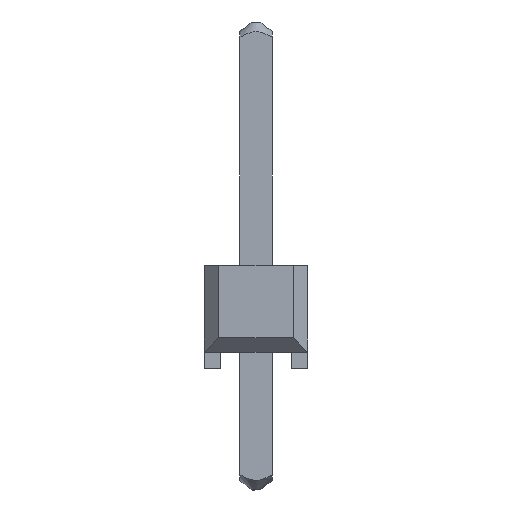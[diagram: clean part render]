
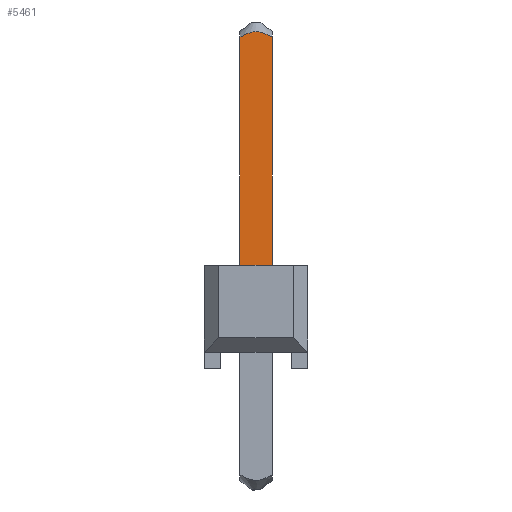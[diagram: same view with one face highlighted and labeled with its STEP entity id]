
A CAD part, left-side view. The second image highlights one B-rep face of the part: STEP entity #5461.
In plain terms, the highlighted planar face has unit normal (-1, 0, 0).
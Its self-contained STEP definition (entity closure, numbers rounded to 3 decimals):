
#112=B_SPLINE_CURVE_WITH_KNOTS('',3,(#7462,#7463,#7464,#7465,#7466),
 .UNSPECIFIED.,.F.,.F.,(4,1,4),(0.,0.001,
0.001),.UNSPECIFIED.);
#356=ORIENTED_EDGE('',*,*,#1378,.F.);
#357=ORIENTED_EDGE('',*,*,#1379,.T.);
#358=ORIENTED_EDGE('',*,*,#1380,.T.);
#359=ORIENTED_EDGE('',*,*,#1381,.F.);
#1378=EDGE_CURVE('',#1859,#1860,#2199,.T.);
#1379=EDGE_CURVE('',#1859,#1861,#112,.T.);
#1380=EDGE_CURVE('',#1861,#1862,#2200,.T.);
#1381=EDGE_CURVE('',#1860,#1862,#2201,.T.);
#1859=VERTEX_POINT('',#7460);
#1860=VERTEX_POINT('',#7461);
#1861=VERTEX_POINT('',#7467);
#1862=VERTEX_POINT('',#7469);
#2199=LINE('',#7459,#2660);
#2200=LINE('',#7468,#2661);
#2201=LINE('',#7470,#2662);
#2660=VECTOR('',#6136,1000.);
#2661=VECTOR('',#6137,1000.);
#2662=VECTOR('',#6138,1000.);
#3061=EDGE_LOOP('',(#356,#357,#358,#359));
#3328=FACE_BOUND('',#3061,.T.);
#3595=PLANE('',#5701);
#5461=ADVANCED_FACE('',(#3328),#3595,.T.);
#5701=AXIS2_PLACEMENT_3D('',#7458,#6134,#6135);
#6134=DIRECTION('',(-1.,0.,0.));
#6135=DIRECTION('',(0.,0.,1.));
#6136=DIRECTION('',(0.,0.,-1.));
#6137=DIRECTION('',(0.,0.,-1.));
#6138=DIRECTION('',(0.,1.,0.));
#7458=CARTESIAN_POINT('',(-0.4,-0.4,6.));
#7459=CARTESIAN_POINT('',(-0.4,-0.4,6.));
#7460=CARTESIAN_POINT('',(-0.4,-0.4,5.618));
#7461=CARTESIAN_POINT('',(-0.4,-0.4,0.));
#7462=CARTESIAN_POINT('',(-0.4,-0.4,5.618));
#7463=CARTESIAN_POINT('',(-0.4,-0.278,5.692));
#7464=CARTESIAN_POINT('',(-0.4,0.,5.828));
#7465=CARTESIAN_POINT('',(-0.4,0.278,5.692));
#7466=CARTESIAN_POINT('',(-0.4,0.4,5.618));
#7467=CARTESIAN_POINT('',(-0.4,0.4,5.618));
#7468=CARTESIAN_POINT('',(-0.4,0.4,6.));
#7469=CARTESIAN_POINT('',(-0.4,0.4,0.));
#7470=CARTESIAN_POINT('',(-0.4,0.,0.));
